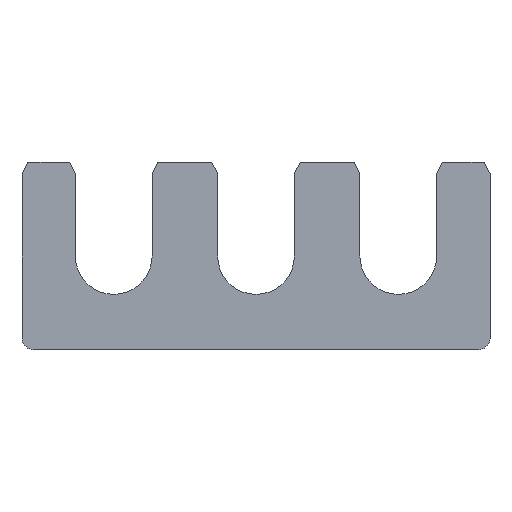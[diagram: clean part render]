
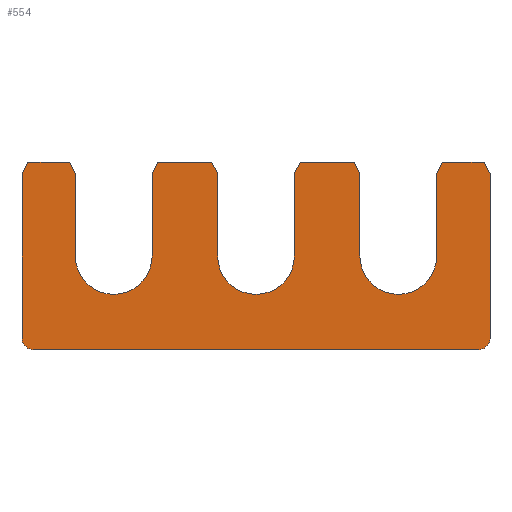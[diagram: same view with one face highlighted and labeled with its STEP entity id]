
A CAD part, top view. The second image highlights one B-rep face of the part: STEP entity #554.
In plain terms, the highlighted planar face has unit normal (0, 0, 1).
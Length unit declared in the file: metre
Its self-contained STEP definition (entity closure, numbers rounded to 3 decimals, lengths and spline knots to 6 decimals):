
#13=CIRCLE('',#572,0.001524);
#15=CIRCLE('',#576,0.001524);
#17=CIRCLE('',#584,0.005207);
#19=CIRCLE('',#592,0.005207);
#21=CIRCLE('',#600,0.005207);
#131=ORIENTED_EDGE('',*,*,#185,.F.);
#132=ORIENTED_EDGE('',*,*,#189,.T.);
#133=ORIENTED_EDGE('',*,*,#192,.F.);
#134=ORIENTED_EDGE('',*,*,#195,.T.);
#135=ORIENTED_EDGE('',*,*,#198,.T.);
#136=ORIENTED_EDGE('',*,*,#201,.T.);
#137=ORIENTED_EDGE('',*,*,#204,.T.);
#138=ORIENTED_EDGE('',*,*,#207,.F.);
#139=ORIENTED_EDGE('',*,*,#210,.F.);
#140=ORIENTED_EDGE('',*,*,#213,.T.);
#141=ORIENTED_EDGE('',*,*,#216,.T.);
#142=ORIENTED_EDGE('',*,*,#219,.T.);
#143=ORIENTED_EDGE('',*,*,#222,.T.);
#144=ORIENTED_EDGE('',*,*,#225,.F.);
#145=ORIENTED_EDGE('',*,*,#228,.F.);
#146=ORIENTED_EDGE('',*,*,#231,.F.);
#147=ORIENTED_EDGE('',*,*,#234,.T.);
#148=ORIENTED_EDGE('',*,*,#237,.T.);
#149=ORIENTED_EDGE('',*,*,#240,.T.);
#150=ORIENTED_EDGE('',*,*,#243,.F.);
#151=ORIENTED_EDGE('',*,*,#246,.F.);
#152=ORIENTED_EDGE('',*,*,#249,.F.);
#153=ORIENTED_EDGE('',*,*,#252,.T.);
#154=ORIENTED_EDGE('',*,*,#255,.T.);
#155=ORIENTED_EDGE('',*,*,#258,.T.);
#156=ORIENTED_EDGE('',*,*,#260,.F.);
#185=EDGE_CURVE('',#263,#264,#315,.T.);
#189=EDGE_CURVE('',#263,#266,#13,.T.);
#192=EDGE_CURVE('',#268,#266,#320,.T.);
#195=EDGE_CURVE('',#268,#270,#15,.T.);
#198=EDGE_CURVE('',#270,#272,#324,.T.);
#201=EDGE_CURVE('',#272,#274,#327,.T.);
#204=EDGE_CURVE('',#274,#276,#330,.T.);
#207=EDGE_CURVE('',#278,#276,#333,.T.);
#210=EDGE_CURVE('',#280,#278,#336,.T.);
#213=EDGE_CURVE('',#280,#282,#17,.T.);
#216=EDGE_CURVE('',#282,#284,#340,.T.);
#219=EDGE_CURVE('',#284,#286,#343,.T.);
#222=EDGE_CURVE('',#286,#288,#346,.T.);
#225=EDGE_CURVE('',#290,#288,#349,.T.);
#228=EDGE_CURVE('',#292,#290,#352,.T.);
#231=EDGE_CURVE('',#294,#292,#19,.T.);
#234=EDGE_CURVE('',#294,#296,#356,.T.);
#237=EDGE_CURVE('',#296,#298,#359,.T.);
#240=EDGE_CURVE('',#298,#300,#362,.T.);
#243=EDGE_CURVE('',#302,#300,#365,.T.);
#246=EDGE_CURVE('',#304,#302,#368,.T.);
#249=EDGE_CURVE('',#306,#304,#21,.T.);
#252=EDGE_CURVE('',#306,#308,#372,.T.);
#255=EDGE_CURVE('',#308,#310,#375,.T.);
#258=EDGE_CURVE('',#310,#312,#378,.T.);
#260=EDGE_CURVE('',#264,#312,#380,.T.);
#263=VERTEX_POINT('',#759);
#264=VERTEX_POINT('',#761);
#266=VERTEX_POINT('',#767);
#268=VERTEX_POINT('',#773);
#270=VERTEX_POINT('',#779);
#272=VERTEX_POINT('',#785);
#274=VERTEX_POINT('',#791);
#276=VERTEX_POINT('',#797);
#278=VERTEX_POINT('',#803);
#280=VERTEX_POINT('',#809);
#282=VERTEX_POINT('',#815);
#284=VERTEX_POINT('',#821);
#286=VERTEX_POINT('',#827);
#288=VERTEX_POINT('',#833);
#290=VERTEX_POINT('',#839);
#292=VERTEX_POINT('',#845);
#294=VERTEX_POINT('',#851);
#296=VERTEX_POINT('',#857);
#298=VERTEX_POINT('',#863);
#300=VERTEX_POINT('',#869);
#302=VERTEX_POINT('',#875);
#304=VERTEX_POINT('',#881);
#306=VERTEX_POINT('',#887);
#308=VERTEX_POINT('',#893);
#310=VERTEX_POINT('',#899);
#312=VERTEX_POINT('',#905);
#315=LINE('',#760,#383);
#320=LINE('',#774,#388);
#324=LINE('',#786,#392);
#327=LINE('',#792,#395);
#330=LINE('',#798,#398);
#333=LINE('',#804,#401);
#336=LINE('',#810,#404);
#340=LINE('',#822,#408);
#343=LINE('',#828,#411);
#346=LINE('',#834,#414);
#349=LINE('',#840,#417);
#352=LINE('',#846,#420);
#356=LINE('',#858,#424);
#359=LINE('',#864,#427);
#362=LINE('',#870,#430);
#365=LINE('',#876,#433);
#368=LINE('',#882,#436);
#372=LINE('',#894,#440);
#375=LINE('',#900,#443);
#378=LINE('',#906,#446);
#380=LINE('',#909,#448);
#383=VECTOR('',#613,1.);
#388=VECTOR('',#626,1.);
#392=VECTOR('',#638,1.);
#395=VECTOR('',#643,1.);
#398=VECTOR('',#648,1.);
#401=VECTOR('',#653,1.);
#404=VECTOR('',#658,1.);
#408=VECTOR('',#670,1.);
#411=VECTOR('',#675,1.);
#414=VECTOR('',#680,1.);
#417=VECTOR('',#685,1.);
#420=VECTOR('',#690,1.);
#424=VECTOR('',#702,1.);
#427=VECTOR('',#707,1.);
#430=VECTOR('',#712,1.);
#433=VECTOR('',#717,1.);
#436=VECTOR('',#722,1.);
#440=VECTOR('',#734,1.);
#443=VECTOR('',#739,1.);
#446=VECTOR('',#744,1.);
#448=VECTOR('',#748,1.);
#475=EDGE_LOOP('',(#131,#132,#133,#134,#135,#136,#137,#138,#139,#140,#141,
#142,#143,#144,#145,#146,#147,#148,#149,#150,#151,#152,#153,#154,#155,#156));
#503=FACE_BOUND('',#475,.T.);
#526=PLANE('',#605);
#554=ADVANCED_FACE('',(#503),#526,.T.);
#572=AXIS2_PLACEMENT_3D('',#768,#620,#621);
#576=AXIS2_PLACEMENT_3D('',#780,#632,#633);
#584=AXIS2_PLACEMENT_3D('',#816,#664,#665);
#592=AXIS2_PLACEMENT_3D('',#852,#696,#697);
#600=AXIS2_PLACEMENT_3D('',#888,#728,#729);
#605=AXIS2_PLACEMENT_3D('',#910,#749,#750);
#613=DIRECTION('',(0.,1.,0.));
#620=DIRECTION('',(0.,0.,1.));
#621=DIRECTION('',(1.,0.,0.));
#626=DIRECTION('',(-1.,0.,0.));
#632=DIRECTION('',(0.,0.,1.));
#633=DIRECTION('',(1.,0.,0.));
#638=DIRECTION('',(0.,1.,0.));
#643=DIRECTION('',(-0.454,0.891,0.));
#648=DIRECTION('',(-1.,0.,0.));
#653=DIRECTION('',(0.454,0.891,0.));
#658=DIRECTION('',(0.,1.,0.));
#664=DIRECTION('',(0.,0.,-1.));
#665=DIRECTION('',(1.,0.,0.));
#670=DIRECTION('',(0.,1.,0.));
#675=DIRECTION('',(-0.454,0.891,0.));
#680=DIRECTION('',(-1.,0.,0.));
#685=DIRECTION('',(0.454,0.891,0.));
#690=DIRECTION('',(0.,1.,0.));
#696=DIRECTION('',(0.,0.,1.));
#697=DIRECTION('',(1.,0.,0.));
#702=DIRECTION('',(0.,1.,0.));
#707=DIRECTION('',(-0.454,0.891,0.));
#712=DIRECTION('',(-1.,0.,0.));
#717=DIRECTION('',(0.454,0.891,0.));
#722=DIRECTION('',(0.,1.,0.));
#728=DIRECTION('',(0.,0.,1.));
#729=DIRECTION('',(1.,0.,0.));
#734=DIRECTION('',(0.,1.,0.));
#739=DIRECTION('',(-0.454,0.891,0.));
#744=DIRECTION('',(-1.,0.,0.));
#748=DIRECTION('',(0.454,0.891,0.));
#749=DIRECTION('',(0.,0.,1.));
#750=DIRECTION('',(1.,0.,0.));
#759=CARTESIAN_POINT('',(-0.03175,-0.011176,0.0005));
#760=CARTESIAN_POINT('',(-0.03175,0.,0.0005));
#761=CARTESIAN_POINT('',(-0.03175,0.011176,0.0005));
#767=CARTESIAN_POINT('',(-0.030226,-0.0127,0.0005));
#768=CARTESIAN_POINT('',(-0.030226,-0.011176,0.0005));
#773=CARTESIAN_POINT('',(0.030226,-0.0127,0.0005));
#774=CARTESIAN_POINT('',(0.,-0.0127,0.0005));
#779=CARTESIAN_POINT('',(0.03175,-0.011176,0.0005));
#780=CARTESIAN_POINT('',(0.030226,-0.011176,0.0005));
#785=CARTESIAN_POINT('',(0.03175,0.011176,0.0005));
#786=CARTESIAN_POINT('',(0.03175,0.,0.0005));
#791=CARTESIAN_POINT('',(0.030973,0.0127,0.0005));
#792=CARTESIAN_POINT('',(0.031362,0.011938,0.0005));
#797=CARTESIAN_POINT('',(0.025286,0.0127,0.0005));
#798=CARTESIAN_POINT('',(0.02813,0.0127,0.0005));
#803=CARTESIAN_POINT('',(0.02451,0.011176,0.0005));
#804=CARTESIAN_POINT('',(0.024898,0.011938,0.0005));
#809=CARTESIAN_POINT('',(0.02451,0.,0.0005));
#810=CARTESIAN_POINT('',(0.02451,0.005588,0.0005));
#815=CARTESIAN_POINT('',(0.014096,0.,0.0005));
#816=CARTESIAN_POINT('',(0.019303,0.,0.0005));
#821=CARTESIAN_POINT('',(0.014096,0.011176,0.0005));
#822=CARTESIAN_POINT('',(0.014096,0.005588,0.0005));
#827=CARTESIAN_POINT('',(0.013319,0.0127,0.0005));
#828=CARTESIAN_POINT('',(0.013708,0.011938,0.0005));
#833=CARTESIAN_POINT('',(0.005984,0.0127,0.0005));
#834=CARTESIAN_POINT('',(0.009651,0.0127,0.0005));
#839=CARTESIAN_POINT('',(0.005207,0.011176,0.0005));
#840=CARTESIAN_POINT('',(0.005595,0.011938,0.0005));
#845=CARTESIAN_POINT('',(0.005207,0.,0.0005));
#846=CARTESIAN_POINT('',(0.005207,0.005588,0.0005));
#851=CARTESIAN_POINT('',(-0.005207,0.,0.0005));
#852=CARTESIAN_POINT('',(0.,0.,0.0005));
#857=CARTESIAN_POINT('',(-0.005207,0.011176,0.0005));
#858=CARTESIAN_POINT('',(-0.005207,0.005588,0.0005));
#863=CARTESIAN_POINT('',(-0.005984,0.0127,0.0005));
#864=CARTESIAN_POINT('',(-0.005595,0.011938,0.0005));
#869=CARTESIAN_POINT('',(-0.013319,0.0127,0.0005));
#870=CARTESIAN_POINT('',(-0.009651,0.0127,0.0005));
#875=CARTESIAN_POINT('',(-0.014096,0.011176,0.0005));
#876=CARTESIAN_POINT('',(-0.013708,0.011938,0.0005));
#881=CARTESIAN_POINT('',(-0.014096,0.,0.0005));
#882=CARTESIAN_POINT('',(-0.014096,0.005588,0.0005));
#887=CARTESIAN_POINT('',(-0.02451,0.,0.0005));
#888=CARTESIAN_POINT('',(-0.019303,0.,0.0005));
#893=CARTESIAN_POINT('',(-0.02451,0.011176,0.0005));
#894=CARTESIAN_POINT('',(-0.02451,0.005588,0.0005));
#899=CARTESIAN_POINT('',(-0.025286,0.0127,0.0005));
#900=CARTESIAN_POINT('',(-0.024898,0.011938,0.0005));
#905=CARTESIAN_POINT('',(-0.030973,0.0127,0.0005));
#906=CARTESIAN_POINT('',(-0.02813,0.0127,0.0005));
#909=CARTESIAN_POINT('',(-0.031362,0.011938,0.0005));
#910=CARTESIAN_POINT('',(0.,0.,0.0005));
